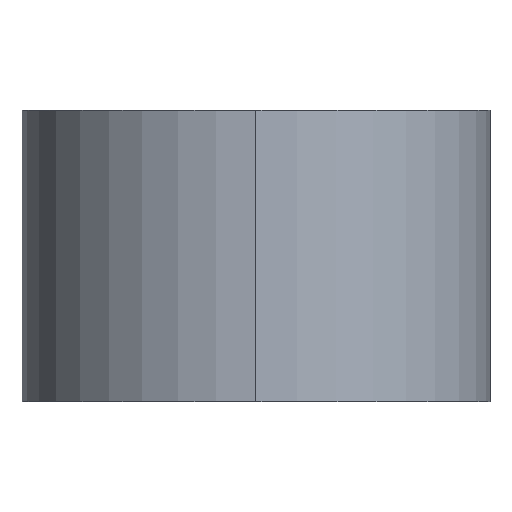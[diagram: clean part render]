
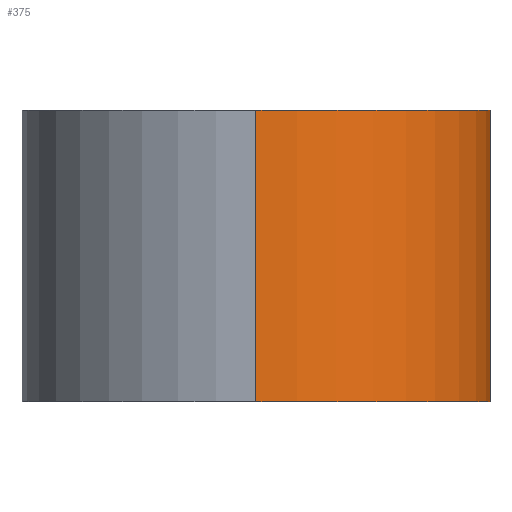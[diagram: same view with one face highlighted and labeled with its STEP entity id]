
A CAD part, left-side view. The second image highlights one B-rep face of the part: STEP entity #375.
In plain terms, the highlighted cylindrical face has radius 7.7 mm (diameter 15.4 mm), a partial arc.
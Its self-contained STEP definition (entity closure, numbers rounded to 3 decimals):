
#94 = LINE ( 'NONE', #95, #811 ) ;
#95 = CARTESIAN_POINT ( 'NONE',  ( -7.7, 0., 4.8 ) ) ;
#96 = DIRECTION ( 'NONE',  ( 0., 0., -1. ) ) ;
#158 = VERTEX_POINT ( 'NONE', #866 ) ;
#167 = VERTEX_POINT ( 'NONE', #875 ) ;
#168 = VERTEX_POINT ( 'NONE', #876 ) ;
#169 = VERTEX_POINT ( 'NONE', #877 ) ;
#227 = CIRCLE ( 'NONE', #474, 7.7 ) ;
#245 = EDGE_CURVE ( 'NONE', #167, #158, #227, .T. ) ;
#249 = CIRCLE ( 'NONE', #1012, 7.7 ) ;
#295 = EDGE_LOOP ( 'NONE', ( #561, #557, #556, #533 ) ) ;
#375 = ADVANCED_FACE ( 'NONE', ( #1026 ), #1043, .T. ) ;
#396 = EDGE_CURVE ( 'NONE', #167, #168, #94, .T. ) ;
#430 = EDGE_CURVE ( 'NONE', #158, #169, #682, .T. ) ;
#457 = EDGE_CURVE ( 'NONE', #168, #169, #249, .T. ) ;
#474 = AXIS2_PLACEMENT_3D ( 'NONE', #743, #744, #745 ) ;
#501 = VECTOR ( 'NONE', #684, 1000. ) ;
#533 = ORIENTED_EDGE ( 'NONE', *, *, #430, .F. ) ;
#556 = ORIENTED_EDGE ( 'NONE', *, *, #457, .T. ) ;
#557 = ORIENTED_EDGE ( 'NONE', *, *, #396, .T. ) ;
#561 = ORIENTED_EDGE ( 'NONE', *, *, #245, .F. ) ;
#682 = LINE ( 'NONE', #683, #501 ) ;
#683 = CARTESIAN_POINT ( 'NONE',  ( 0., -7.7, 4.8 ) ) ;
#684 = DIRECTION ( 'NONE',  ( 0., 0., -1. ) ) ;
#743 = CARTESIAN_POINT ( 'NONE',  ( 0., 0., 4.8 ) ) ;
#744 = DIRECTION ( 'NONE',  ( 0., 0., 1. ) ) ;
#745 = DIRECTION ( 'NONE',  ( 1., 0., 0. ) ) ;
#796 = CARTESIAN_POINT ( 'NONE',  ( 0., 0., 4.8 ) ) ;
#797 = DIRECTION ( 'NONE',  ( 0., 0., -1. ) ) ;
#798 = DIRECTION ( 'NONE',  ( -1., 0., 0. ) ) ;
#811 = VECTOR ( 'NONE', #96, 1000. ) ;
#866 = CARTESIAN_POINT ( 'NONE',  ( 0., -7.7, 4.8 ) ) ;
#875 = CARTESIAN_POINT ( 'NONE',  ( -7.7, 0., 4.8 ) ) ;
#876 = CARTESIAN_POINT ( 'NONE',  ( -7.7, 0., -4.8 ) ) ;
#877 = CARTESIAN_POINT ( 'NONE',  ( 0., -7.7, -4.8 ) ) ;
#932 = CARTESIAN_POINT ( 'NONE',  ( 0., 0., -4.8 ) ) ;
#933 = DIRECTION ( 'NONE',  ( 0., 0., 1. ) ) ;
#934 = DIRECTION ( 'NONE',  ( 1., 0., 0. ) ) ;
#1012 = AXIS2_PLACEMENT_3D ( 'NONE', #932, #933, #934 ) ;
#1026 = FACE_OUTER_BOUND ( 'NONE', #295, .T. ) ;
#1032 = AXIS2_PLACEMENT_3D ( 'NONE', #796, #797, #798 ) ;
#1043 = CYLINDRICAL_SURFACE ( 'NONE', #1032, 7.7 ) ;
